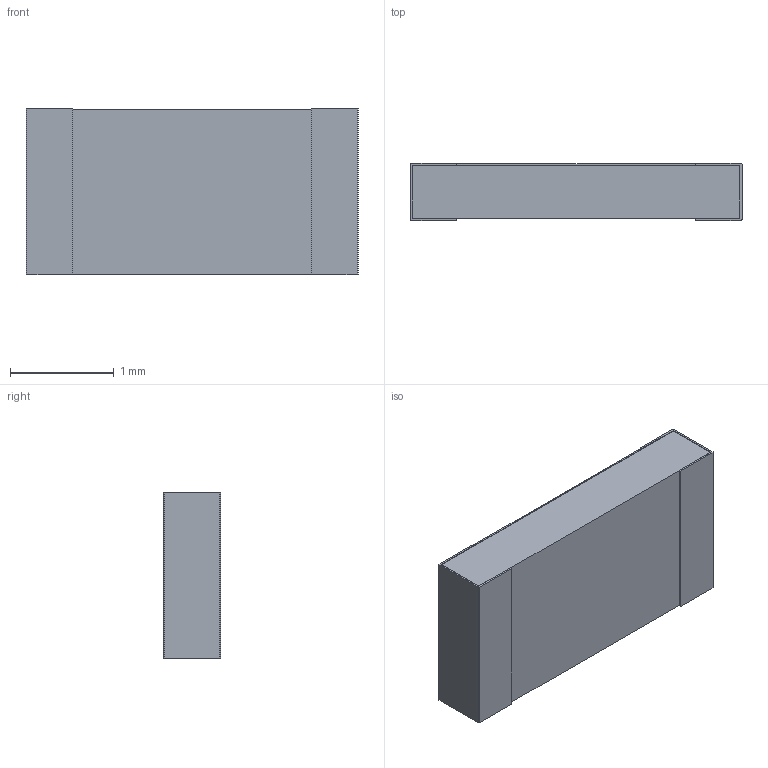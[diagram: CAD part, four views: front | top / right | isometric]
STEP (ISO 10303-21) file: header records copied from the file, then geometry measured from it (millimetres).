
FILE_DESCRIPTION (( 'STEP AP214' ), '1' );
FILE_NAME ('User Library-R SMD 1206.STEP', '2017-08-27T15:35:55', ( 'Windows User' ), ( '' ), 'SwSTEP 2.0', 'SolidWorks 2017', '' );
FILE_SCHEMA (( 'AUTOMOTIVE_DESIGN' ));
Length unit declared in the file: millimetre
Products named in the file (4): User Library-R SMD 1206_1206 OPIS; User Library-R SMD 1206_1206 PAD; User Library-R SMD 1206_1206 BODY; User Library-R SMD 1206
Assembly tree (4 placements, depth 2):
  User Library-R SMD 1206
    User Library-R SMD 1206_1206 BODY
    User Library-R SMD 1206_1206 PAD  x2
    User Library-R SMD 1206_1206 OPIS
Bounding box: 3.2 x 0.55 x 1.6 mm (x, y, z)
Volume: 2.7 mm3; surface area: 31.6 mm2
Topology: 4 solids, 4 shells, 88 faces, 222 edges, 148 vertices
Faces by surface type: plane 48, bspline 36, cylinder 4
Entity records: 4918 total; most frequent: CARTESIAN_POINT 2335, ORIENTED_EDGE 384, DIRECTION 218, EDGE_CURVE 192, VERTEX_POINT 128, LINE 116, VECTOR 116, UNCERTAINTY_MEASURE_WITH_UNIT 86
